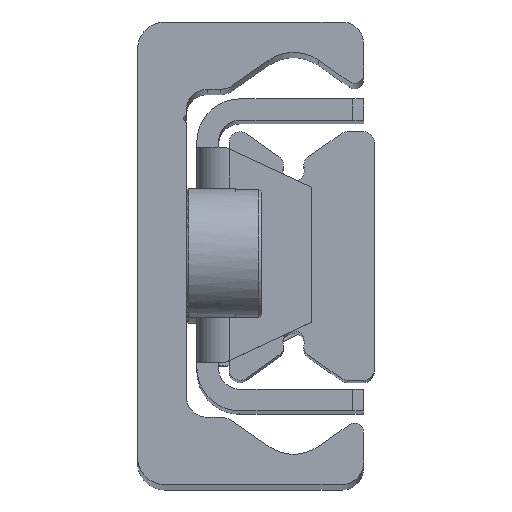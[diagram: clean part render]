
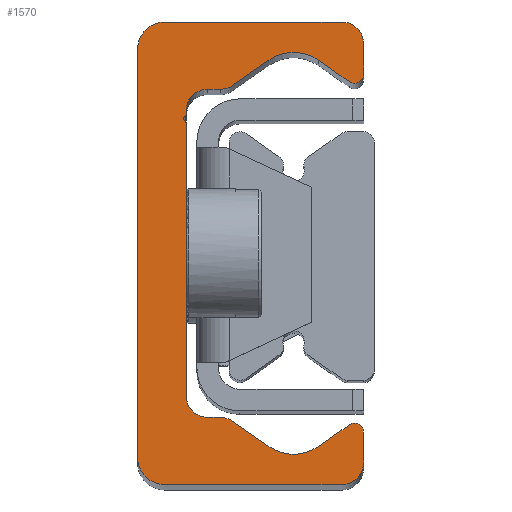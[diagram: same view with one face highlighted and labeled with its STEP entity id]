
A CAD part, top view. The second image highlights one B-rep face of the part: STEP entity #1570.
In plain terms, the highlighted planar face has unit normal (0, 0, 1).
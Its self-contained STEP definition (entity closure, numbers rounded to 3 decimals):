
#570=CARTESIAN_POINT('',(2.499,-21.5,290.0));
#571=VERTEX_POINT('',#570);
#572=CARTESIAN_POINT('',(-0.001,-19.0,290.0));
#573=VERTEX_POINT('',#572);
#574=CARTESIAN_POINT('',(2.499,-19.0,290.0));
#575=DIRECTION('',(0.0,0.0,-1.0));
#576=DIRECTION('',(-1.0,0.0,0.0));
#577=AXIS2_PLACEMENT_3D('',#574,#575,#576);
#578=CIRCLE('',#577,2.5);
#579=EDGE_CURVE('',#571,#573,#578,.T.);
#612=CARTESIAN_POINT('',(-0.001,19.0,290.0));
#613=VERTEX_POINT('',#612);
#614=CARTESIAN_POINT('',(-0.001,-19.0,290.0));
#615=DIRECTION('',(0.0,1.0,0.0));
#616=VECTOR('',#615,38.0);
#617=LINE('',#614,#616);
#618=EDGE_CURVE('',#573,#613,#617,.T.);
#661=CARTESIAN_POINT('',(2.499,21.5,290.0));
#662=VERTEX_POINT('',#661);
#663=CARTESIAN_POINT('',(2.499,19.0,290.0));
#664=DIRECTION('',(0.0,0.0,-1.0));
#665=DIRECTION('',(0.0,1.0,0.0));
#666=AXIS2_PLACEMENT_3D('',#663,#664,#665);
#667=CIRCLE('',#666,2.5);
#668=EDGE_CURVE('',#613,#662,#667,.T.);
#694=CARTESIAN_POINT('',(18.999,21.5,290.0));
#695=VERTEX_POINT('',#694);
#696=CARTESIAN_POINT('',(2.499,21.5,290.0));
#697=DIRECTION('',(1.0,0.0,0.0));
#698=VECTOR('',#697,16.5);
#699=LINE('',#696,#698);
#700=EDGE_CURVE('',#662,#695,#699,.T.);
#725=CARTESIAN_POINT('',(20.999,19.5,290.0));
#726=VERTEX_POINT('',#725);
#727=CARTESIAN_POINT('',(18.999,19.5,290.0));
#728=DIRECTION('',(0.0,0.0,-1.0));
#729=DIRECTION('',(1.0,0.0,0.0));
#730=AXIS2_PLACEMENT_3D('',#727,#728,#729);
#731=CIRCLE('',#730,2.);
#732=EDGE_CURVE('',#695,#726,#731,.T.);
#758=CARTESIAN_POINT('',(20.999,16.65,290.0));
#759=VERTEX_POINT('',#758);
#760=CARTESIAN_POINT('',(20.999,19.5,290.0));
#761=DIRECTION('',(0.0,-1.0,0.0));
#762=VECTOR('',#761,2.85);
#763=LINE('',#760,#762);
#764=EDGE_CURVE('',#726,#759,#763,.T.);
#789=CARTESIAN_POINT('',(19.662,15.953,290.0));
#790=VERTEX_POINT('',#789);
#791=CARTESIAN_POINT('',(20.149,16.65,290.0));
#792=DIRECTION('',(0.0,0.0,-1.));
#793=DIRECTION('',(-0.574,-0.819,0.0));
#794=AXIS2_PLACEMENT_3D('',#791,#792,#793);
#795=CIRCLE('',#794,0.85);
#796=EDGE_CURVE('',#759,#790,#795,.T.);
#822=CARTESIAN_POINT('',(16.794,17.962,290.0));
#823=VERTEX_POINT('',#822);
#824=CARTESIAN_POINT('',(19.662,15.953,290.0));
#825=DIRECTION('',(-0.819,0.574,0.0));
#826=VECTOR('',#825,3.501);
#827=LINE('',#824,#826);
#828=EDGE_CURVE('',#790,#823,#827,.T.);
#853=CARTESIAN_POINT('',(12.205,17.962,290.0));
#854=VERTEX_POINT('',#853);
#855=CARTESIAN_POINT('',(14.499,14.685,290.0));
#856=DIRECTION('',(0.0,0.0,1.0));
#857=DIRECTION('',(-0.574,-0.819,0.0));
#858=AXIS2_PLACEMENT_3D('',#855,#856,#857);
#859=CIRCLE('',#858,4.0);
#860=EDGE_CURVE('',#823,#854,#859,.T.);
#886=CARTESIAN_POINT('',(8.849,15.612,290.0));
#887=VERTEX_POINT('',#886);
#888=CARTESIAN_POINT('',(12.205,17.962,290.0));
#889=DIRECTION('',(-0.819,-0.574,0.0));
#890=VECTOR('',#889,4.097);
#891=LINE('',#888,#890);
#892=EDGE_CURVE('',#854,#887,#891,.T.);
#917=CARTESIAN_POINT('',(7.702,15.25,290.0));
#918=VERTEX_POINT('',#917);
#919=CARTESIAN_POINT('',(7.702,17.25,290.0));
#920=DIRECTION('',(0.0,0.0,-1.0));
#921=DIRECTION('',(0.0,-1.0,0.0));
#922=AXIS2_PLACEMENT_3D('',#919,#920,#921);
#923=CIRCLE('',#922,2.0);
#924=EDGE_CURVE('',#887,#918,#923,.T.);
#950=CARTESIAN_POINT('',(6.499,15.25,290.0));
#951=VERTEX_POINT('',#950);
#952=CARTESIAN_POINT('',(7.702,15.25,290.0));
#953=DIRECTION('',(-1.0,0.0,0.0));
#954=VECTOR('',#953,1.203);
#955=LINE('',#952,#954);
#956=EDGE_CURVE('',#918,#951,#955,.T.);
#981=CARTESIAN_POINT('',(4.499,13.25,290.0));
#982=VERTEX_POINT('',#981);
#983=CARTESIAN_POINT('',(6.499,13.25,290.0));
#984=DIRECTION('',(0.0,0.0,1.0));
#985=DIRECTION('',(0.0,-1.0,0.0));
#986=AXIS2_PLACEMENT_3D('',#983,#984,#985);
#987=CIRCLE('',#986,2.0);
#988=EDGE_CURVE('',#951,#982,#987,.T.);
#1014=CARTESIAN_POINT('',(4.499,12.861,290.0));
#1015=VERTEX_POINT('',#1014);
#1016=CARTESIAN_POINT('',(4.499,13.25,290.0));
#1017=DIRECTION('',(0.0,-1.0,0.0));
#1018=VECTOR('',#1017,0.389);
#1019=LINE('',#1016,#1018);
#1020=EDGE_CURVE('',#982,#1015,#1019,.T.);
#1045=CARTESIAN_POINT('',(4.411,12.734,290.0));
#1046=VERTEX_POINT('',#1045);
#1047=CARTESIAN_POINT('',(4.363,12.861,290.0));
#1048=DIRECTION('',(0.0,0.0,-1.0));
#1049=DIRECTION('',(0.353,-0.936,0.0));
#1050=AXIS2_PLACEMENT_3D('',#1047,#1048,#1049);
#1051=CIRCLE('',#1050,0.136);
#1052=EDGE_CURVE('',#1015,#1046,#1051,.T.);
#1078=CARTESIAN_POINT('',(4.422,12.262,290.0));
#1079=VERTEX_POINT('',#1078);
#1080=CARTESIAN_POINT('',(4.499,12.5,290.0));
#1081=DIRECTION('',(0.0,0.0,1.0));
#1082=DIRECTION('',(0.353,-0.936,0.0));
#1083=AXIS2_PLACEMENT_3D('',#1080,#1081,#1082);
#1084=CIRCLE('',#1083,0.25);
#1085=EDGE_CURVE('',#1046,#1079,#1084,.T.);
#1111=CARTESIAN_POINT('',(4.499,12.156,290.0));
#1112=VERTEX_POINT('',#1111);
#1113=CARTESIAN_POINT('',(4.387,12.156,290.0));
#1114=DIRECTION('',(0.0,0.0,-1.0));
#1115=DIRECTION('',(1.0,0.0,0.0));
#1116=AXIS2_PLACEMENT_3D('',#1113,#1114,#1115);
#1117=CIRCLE('',#1116,0.112);
#1118=EDGE_CURVE('',#1079,#1112,#1117,.T.);
#1144=CARTESIAN_POINT('',(4.499,-13.25,290.0));
#1145=VERTEX_POINT('',#1144);
#1146=CARTESIAN_POINT('',(4.499,12.156,290.0));
#1147=DIRECTION('',(0.0,-1.0,0.0));
#1148=VECTOR('',#1147,25.406);
#1149=LINE('',#1146,#1148);
#1150=EDGE_CURVE('',#1112,#1145,#1149,.T.);
#1193=CARTESIAN_POINT('',(6.499,-15.25,290.0));
#1194=VERTEX_POINT('',#1193);
#1195=CARTESIAN_POINT('',(6.499,-13.25,290.0));
#1196=DIRECTION('',(0.0,0.0,1.0));
#1197=DIRECTION('',(1.0,0.0,0.0));
#1198=AXIS2_PLACEMENT_3D('',#1195,#1196,#1197);
#1199=CIRCLE('',#1198,2.0);
#1200=EDGE_CURVE('',#1145,#1194,#1199,.T.);
#1226=CARTESIAN_POINT('',(7.702,-15.25,290.0));
#1227=VERTEX_POINT('',#1226);
#1228=CARTESIAN_POINT('',(6.499,-15.25,290.0));
#1229=DIRECTION('',(1.0,0.0,0.0));
#1230=VECTOR('',#1229,1.203);
#1231=LINE('',#1228,#1230);
#1232=EDGE_CURVE('',#1194,#1227,#1231,.T.);
#1257=CARTESIAN_POINT('',(8.849,-15.612,290.0));
#1258=VERTEX_POINT('',#1257);
#1259=CARTESIAN_POINT('',(7.702,-17.25,290.0));
#1260=DIRECTION('',(0.0,0.0,-1.));
#1261=DIRECTION('',(0.574,0.819,0.0));
#1262=AXIS2_PLACEMENT_3D('',#1259,#1260,#1261);
#1263=CIRCLE('',#1262,2.0);
#1264=EDGE_CURVE('',#1227,#1258,#1263,.T.);
#1290=CARTESIAN_POINT('',(12.205,-17.962,290.0));
#1291=VERTEX_POINT('',#1290);
#1292=CARTESIAN_POINT('',(8.849,-15.612,290.0));
#1293=DIRECTION('',(0.819,-0.574,0.0));
#1294=VECTOR('',#1293,4.097);
#1295=LINE('',#1292,#1294);
#1296=EDGE_CURVE('',#1258,#1291,#1295,.T.);
#1321=CARTESIAN_POINT('',(16.794,-17.962,290.0));
#1322=VERTEX_POINT('',#1321);
#1323=CARTESIAN_POINT('',(14.499,-14.685,290.0));
#1324=DIRECTION('',(0.0,0.0,1.0));
#1325=DIRECTION('',(0.574,0.819,0.0));
#1326=AXIS2_PLACEMENT_3D('',#1323,#1324,#1325);
#1327=CIRCLE('',#1326,4.0);
#1328=EDGE_CURVE('',#1291,#1322,#1327,.T.);
#1354=CARTESIAN_POINT('',(19.662,-15.953,290.0));
#1355=VERTEX_POINT('',#1354);
#1356=CARTESIAN_POINT('',(16.794,-17.962,290.0));
#1357=DIRECTION('',(0.819,0.574,0.0));
#1358=VECTOR('',#1357,3.501);
#1359=LINE('',#1356,#1358);
#1360=EDGE_CURVE('',#1322,#1355,#1359,.T.);
#1385=CARTESIAN_POINT('',(20.999,-16.65,290.0));
#1386=VERTEX_POINT('',#1385);
#1387=CARTESIAN_POINT('',(20.149,-16.65,290.0));
#1388=DIRECTION('',(0.0,0.0,-1.0));
#1389=DIRECTION('',(1.0,0.0,0.0));
#1390=AXIS2_PLACEMENT_3D('',#1387,#1388,#1389);
#1391=CIRCLE('',#1390,0.85);
#1392=EDGE_CURVE('',#1355,#1386,#1391,.T.);
#1418=CARTESIAN_POINT('',(20.999,-19.5,290.0));
#1419=VERTEX_POINT('',#1418);
#1420=CARTESIAN_POINT('',(20.999,-16.65,290.0));
#1421=DIRECTION('',(0.0,-1.0,0.0));
#1422=VECTOR('',#1421,2.85);
#1423=LINE('',#1420,#1422);
#1424=EDGE_CURVE('',#1386,#1419,#1423,.T.);
#1449=CARTESIAN_POINT('',(18.999,-21.5,290.0));
#1450=VERTEX_POINT('',#1449);
#1451=CARTESIAN_POINT('',(18.999,-19.5,290.0));
#1452=DIRECTION('',(0.0,0.0,-1.0));
#1453=DIRECTION('',(0.0,-1.0,0.0));
#1454=AXIS2_PLACEMENT_3D('',#1451,#1452,#1453);
#1455=CIRCLE('',#1454,2.);
#1456=EDGE_CURVE('',#1419,#1450,#1455,.T.);
#1482=CARTESIAN_POINT('',(18.999,-21.5,290.0));
#1483=DIRECTION('',(-1.0,0.0,0.0));
#1484=VECTOR('',#1483,16.5);
#1485=LINE('',#1482,#1484);
#1486=EDGE_CURVE('',#1450,#571,#1485,.T.);
#1535=CARTESIAN_POINT('',(7.822,0.017,290.0));
#1536=DIRECTION('',(0.0,0.0,1.0));
#1537=DIRECTION('',(1.0,0.0,0.0));
#1538=AXIS2_PLACEMENT_3D('',#1535,#1536,#1537);
#1539=PLANE('',#1538);
#1540=ORIENTED_EDGE('',*,*,#579,.F.);
#1541=ORIENTED_EDGE('',*,*,#1486,.F.);
#1542=ORIENTED_EDGE('',*,*,#1456,.F.);
#1543=ORIENTED_EDGE('',*,*,#1424,.F.);
#1544=ORIENTED_EDGE('',*,*,#1392,.F.);
#1545=ORIENTED_EDGE('',*,*,#1360,.F.);
#1546=ORIENTED_EDGE('',*,*,#1328,.F.);
#1547=ORIENTED_EDGE('',*,*,#1296,.F.);
#1548=ORIENTED_EDGE('',*,*,#1264,.F.);
#1549=ORIENTED_EDGE('',*,*,#1232,.F.);
#1550=ORIENTED_EDGE('',*,*,#1200,.F.);
#1551=ORIENTED_EDGE('',*,*,#1150,.F.);
#1552=ORIENTED_EDGE('',*,*,#1118,.F.);
#1553=ORIENTED_EDGE('',*,*,#1085,.F.);
#1554=ORIENTED_EDGE('',*,*,#1052,.F.);
#1555=ORIENTED_EDGE('',*,*,#1020,.F.);
#1556=ORIENTED_EDGE('',*,*,#988,.F.);
#1557=ORIENTED_EDGE('',*,*,#956,.F.);
#1558=ORIENTED_EDGE('',*,*,#924,.F.);
#1559=ORIENTED_EDGE('',*,*,#892,.F.);
#1560=ORIENTED_EDGE('',*,*,#860,.F.);
#1561=ORIENTED_EDGE('',*,*,#828,.F.);
#1562=ORIENTED_EDGE('',*,*,#796,.F.);
#1563=ORIENTED_EDGE('',*,*,#764,.F.);
#1564=ORIENTED_EDGE('',*,*,#732,.F.);
#1565=ORIENTED_EDGE('',*,*,#700,.F.);
#1566=ORIENTED_EDGE('',*,*,#668,.F.);
#1567=ORIENTED_EDGE('',*,*,#618,.F.);
#1568=EDGE_LOOP('',(#1540,#1541,#1542,#1543,#1544,#1545,#1546,#1547,#1548,#1549,#1550,#1551,#1552,#1553,#1554,#1555,#1556,#1557,#1558,#1559,#1560,#1561,#1562,#1563,#1564,#1565,#1566,#1567));
#1569=FACE_OUTER_BOUND('',#1568,.T.);
#1570=ADVANCED_FACE('',(#1569),#1539,.T.);
